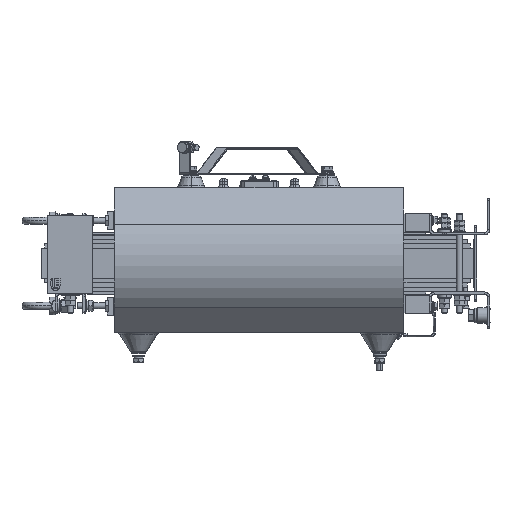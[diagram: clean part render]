
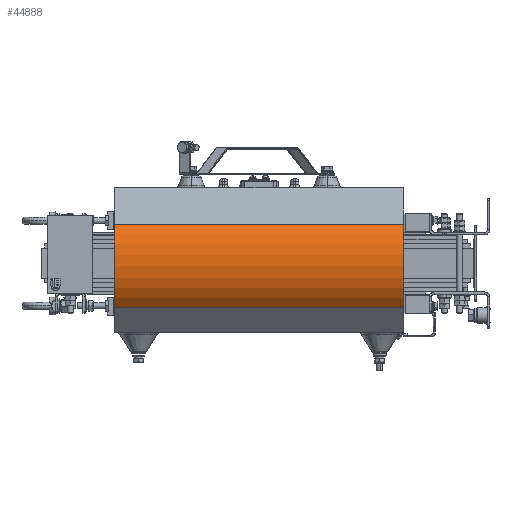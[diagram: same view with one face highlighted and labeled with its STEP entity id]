
A CAD part, left-side view. The second image highlights one B-rep face of the part: STEP entity #44888.
In plain terms, the highlighted cylindrical face has radius 107.5 mm (diameter 215 mm), a partial arc.
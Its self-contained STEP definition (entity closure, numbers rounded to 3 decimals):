
#22732 = AXIS2_PLACEMENT_3D ( 'NONE', #44427, #44429, #44417 ) ;
#33585 = CARTESIAN_POINT ( 'NONE',  ( -307.572, 237., 65.067 ) ) ;
#35151 = CARTESIAN_POINT ( 'NONE',  ( -300.857, -243., -73.061 ) ) ;
#35177 = CARTESIAN_POINT ( 'NONE',  ( -307.572, -243., 65.067 ) ) ;
#35205 = CARTESIAN_POINT ( 'NONE',  ( -300.857, 237., -73.061 ) ) ;
#44417 = DIRECTION ( 'NONE',  ( 0., 0., -1. ) ) ;
#44427 = CARTESIAN_POINT ( 'NONE',  ( -222., -243., 0. ) ) ;
#44429 = DIRECTION ( 'NONE',  ( 0., 1., 0. ) ) ;
#44888 = ADVANCED_FACE ( 'NONE', ( #45906 ), #45908, .T. ) ;
#45906 = FACE_OUTER_BOUND ( 'NONE', #75235, .T. ) ;
#45908 = CYLINDRICAL_SURFACE ( 'NONE', #22732, 107.5 ) ;
#59048 = AXIS2_PLACEMENT_3D ( 'NONE', #73305, #73336, #73321 ) ;
#59087 = AXIS2_PLACEMENT_3D ( 'NONE', #73254, #73246, #73243 ) ;
#64372 = VECTOR ( 'NONE', #73307, 1000. ) ;
#64393 = CIRCLE ( 'NONE', #59087, 107.5 ) ;
#64415 = CIRCLE ( 'NONE', #59048, 107.5 ) ;
#64456 = LINE ( 'NONE', #73273, #64372 ) ;
#64900 = VECTOR ( 'NONE', #73625, 1000. ) ;
#64909 = LINE ( 'NONE', #73640, #64900 ) ;
#70086 = VERTEX_POINT ( 'NONE', #35177 ) ;
#70093 = VERTEX_POINT ( 'NONE', #35151 ) ;
#70109 = VERTEX_POINT ( 'NONE', #35205 ) ;
#70136 = VERTEX_POINT ( 'NONE', #33585 ) ;
#73243 = DIRECTION ( 'NONE',  ( 0., 0., 1. ) ) ;
#73246 = DIRECTION ( 'NONE',  ( 0., -1., 0. ) ) ;
#73254 = CARTESIAN_POINT ( 'NONE',  ( -222., -243., 0. ) ) ;
#73273 = CARTESIAN_POINT ( 'NONE',  ( -300.857, -243., -73.061 ) ) ;
#73305 = CARTESIAN_POINT ( 'NONE',  ( -222., 237., 0. ) ) ;
#73307 = DIRECTION ( 'NONE',  ( 0., 1., 0. ) ) ;
#73321 = DIRECTION ( 'NONE',  ( 0., 0., 1. ) ) ;
#73336 = DIRECTION ( 'NONE',  ( 0., -1., 0. ) ) ;
#73625 = DIRECTION ( 'NONE',  ( 0., 1., 0. ) ) ;
#73640 = CARTESIAN_POINT ( 'NONE',  ( -307.572, -243., 65.067 ) ) ;
#75235 = EDGE_LOOP ( 'NONE', ( #127408, #127530, #127478, #127531 ) ) ;
#92404 = EDGE_CURVE ( 'NONE', #70086, #70093, #64393, .T. ) ;
#92434 = EDGE_CURVE ( 'NONE', #70093, #70109, #64456, .T. ) ;
#92437 = EDGE_CURVE ( 'NONE', #70136, #70109, #64415, .T. ) ;
#92617 = EDGE_CURVE ( 'NONE', #70086, #70136, #64909, .T. ) ;
#127408 = ORIENTED_EDGE ( 'NONE', *, *, #92437, .T. ) ;
#127478 = ORIENTED_EDGE ( 'NONE', *, *, #92404, .F. ) ;
#127530 = ORIENTED_EDGE ( 'NONE', *, *, #92434, .F. ) ;
#127531 = ORIENTED_EDGE ( 'NONE', *, *, #92617, .T. ) ;
